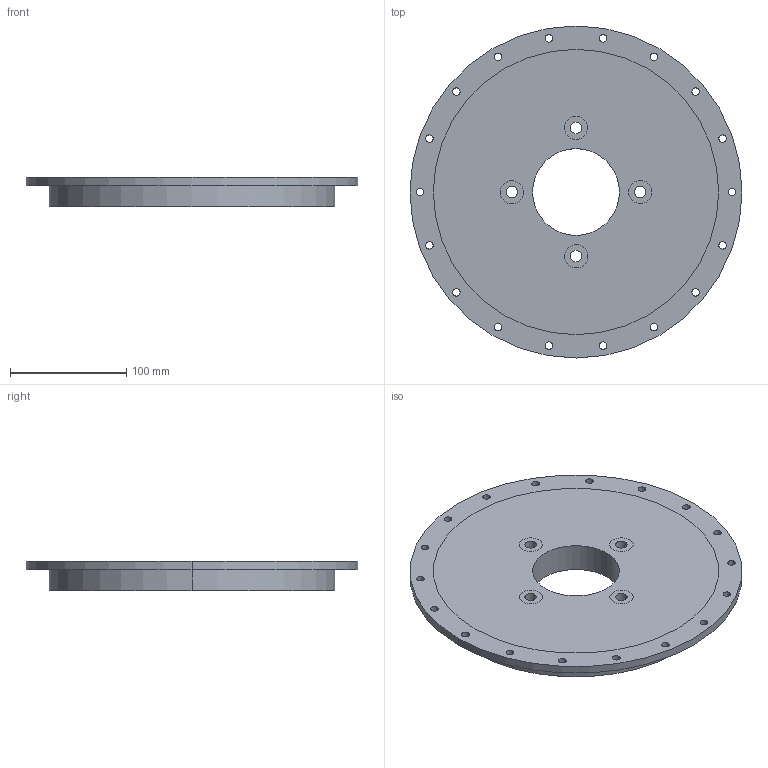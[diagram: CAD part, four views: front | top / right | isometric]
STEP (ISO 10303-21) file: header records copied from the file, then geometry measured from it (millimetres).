
FILE_DESCRIPTION (( 'STEP AP203' ), '1' );
FILE_NAME ('Wheel Centre Blank.STEP', '2016-11-13T16:04:57', ( '' ), ( '' ), 'SwSTEP 2.0', 'SolidWorks 2016', '' );
FILE_SCHEMA (( 'CONFIG_CONTROL_DESIGN' ));
Length unit declared in the file: millimetre
Products named in the file (2): Wheel Centre Blank
Bounding box: 285 x 285 x 25 mm (x, y, z)
Volume: 1174127.3 mm3; surface area: 148734.4 mm2
Topology: 1 solids, 1 shells, 77 faces, 198 edges, 148 vertices
Faces by surface type: cylinder 50, plane 27
Entity records: 2751 total; most frequent: DIRECTION 504, CARTESIAN_POINT 425, ORIENTED_EDGE 396, AXIS2_PLACEMENT_3D 227, EDGE_CURVE 198, VERTEX_POINT 148, CIRCLE 148, EDGE_LOOP 148
